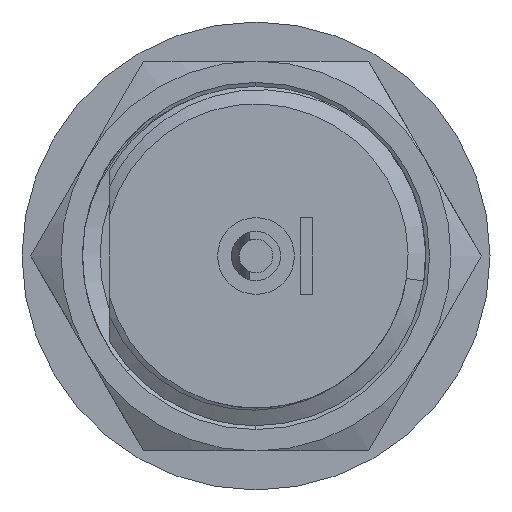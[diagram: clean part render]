
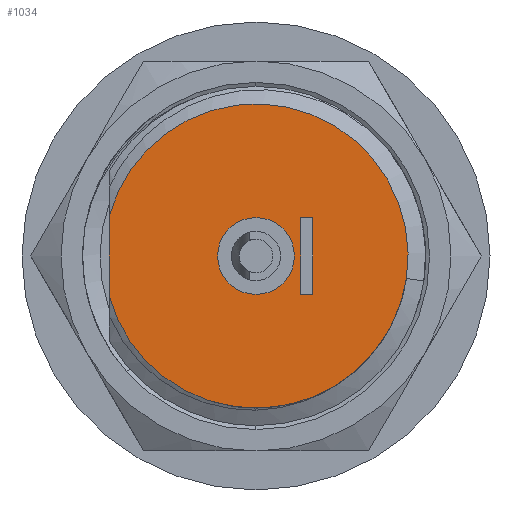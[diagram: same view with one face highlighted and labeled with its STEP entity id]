
A CAD part, left-side view. The second image highlights one B-rep face of the part: STEP entity #1034.
In plain terms, the highlighted planar face has unit normal (-1, 0, 0).
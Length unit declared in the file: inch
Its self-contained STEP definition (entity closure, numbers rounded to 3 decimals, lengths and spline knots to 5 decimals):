
#71 = EDGE_CURVE ( 'NONE', #8255, #11254, #13630, .T. ) ;
#85 = CARTESIAN_POINT ( 'NONE',  ( -0.81776, -0.05709, 0.04921 ) ) ;
#129 = ORIENTED_EDGE ( 'NONE', *, *, #12211, .F. ) ;
#210 = VECTOR ( 'NONE', #5059, 39.37008 ) ;
#294 = ORIENTED_EDGE ( 'NONE', *, *, #2308, .T. ) ;
#709 = CARTESIAN_POINT ( 'NONE',  ( -0.81776, 0., 0. ) ) ;
#771 = ORIENTED_EDGE ( 'NONE', *, *, #11480, .F. ) ;
#956 = CARTESIAN_POINT ( 'NONE',  ( -0.81776, -0.05709, 0.04921 ) ) ;
#958 = DIRECTION ( 'NONE',  ( -1., 0., 0. ) ) ;
#960 = FACE_BOUND ( 'NONE', #16281, .T. ) ;
#991 = DIRECTION ( 'NONE',  ( 0., 0., -1. ) ) ;
#1034 = ADVANCED_FACE ( 'NONE', ( #11245, #18715, #960 ), #15605, .F. ) ;
#1555 = CARTESIAN_POINT ( 'NONE',  ( -0.81776, -0.14525, -0.13089 ) ) ;
#1595 = EDGE_CURVE ( 'NONE', #16155, #6484, #3336, .T. ) ;
#1647 = VERTEX_POINT ( 'NONE', #16627 ) ;
#2308 = EDGE_CURVE ( 'NONE', #2813, #12121, #3468, .T. ) ;
#2476 = CARTESIAN_POINT ( 'NONE',  ( -0.81776, 0., 0. ) ) ;
#2519 = ORIENTED_EDGE ( 'NONE', *, *, #10877, .F. ) ;
#2813 = VERTEX_POINT ( 'NONE', #11702 ) ;
#3099 = CARTESIAN_POINT ( 'NONE',  ( -0.81776, -0.1794, -0.07677 ) ) ;
#3145 = CARTESIAN_POINT ( 'NONE',  ( -0.81776, 0., -0.04921 ) ) ;
#3215 = VERTEX_POINT ( 'NONE', #10783 ) ;
#3282 = CARTESIAN_POINT ( 'NONE',  ( -0.81776, -0.1008, -0.16692 ) ) ;
#3299 = CARTESIAN_POINT ( 'NONE',  ( -0.81776, 0., 0.04921 ) ) ;
#3336 = LINE ( 'NONE', #15159, #7491 ) ;
#3428 = VECTOR ( 'NONE', #991, 39.37008 ) ;
#3468 = CIRCLE ( 'NONE', #13985, 0.195 ) ;
#3515 = EDGE_LOOP ( 'NONE', ( #2519, #4468 ) ) ;
#3613 = VERTEX_POINT ( 'NONE', #13376 ) ;
#3685 = CARTESIAN_POINT ( 'NONE',  ( -0.81776, 0.2075, 0. ) ) ;
#3877 = DIRECTION ( 'NONE',  ( 0., 0., -1. ) ) ;
#4468 = ORIENTED_EDGE ( 'NONE', *, *, #8169, .F. ) ;
#4555 = CARTESIAN_POINT ( 'NONE',  ( -0.81776, -0.17643, -0.08335 ) ) ;
#4639 = AXIS2_PLACEMENT_3D ( 'NONE', #709, #16623, #12543 ) ;
#4753 = CARTESIAN_POINT ( 'NONE',  ( -0.81776, -0.16986, -0.09604 ) ) ;
#4890 = LINE ( 'NONE', #10808, #3428 ) ;
#4987 = AXIS2_PLACEMENT_3D ( 'NONE', #3685, #6605, #3877 ) ;
#5059 = DIRECTION ( 'NONE',  ( 0., -1., 0. ) ) ;
#5238 = CARTESIAN_POINT ( 'NONE',  ( -0.81776, -0.07283, -0.04921 ) ) ;
#5407 = CARTESIAN_POINT ( 'NONE',  ( -0.81776, -0.1008, -0.16692 ) ) ;
#5539 = DIRECTION ( 'NONE',  ( 0., 0., 1. ) ) ;
#5604 = DIRECTION ( 'NONE',  ( 0., 0., 1. ) ) ;
#5999 = DIRECTION ( 'NONE',  ( 0., 0., -1. ) ) ;
#6107 = VECTOR ( 'NONE', #5604, 39.37008 ) ;
#6484 = VERTEX_POINT ( 'NONE', #956 ) ;
#6605 = DIRECTION ( 'NONE',  ( 1., 0., 0. ) ) ;
#7491 = VECTOR ( 'NONE', #7629, 39.37008 ) ;
#7629 = DIRECTION ( 'NONE',  ( 0., 1., 0. ) ) ;
#8078 = ORIENTED_EDGE ( 'NONE', *, *, #8491, .T. ) ;
#8169 = EDGE_CURVE ( 'NONE', #17351, #8809, #8979, .T. ) ;
#8212 = DIRECTION ( 'NONE',  ( 0., 0., 1. ) ) ;
#8255 = VERTEX_POINT ( 'NONE', #9456 ) ;
#8491 = EDGE_CURVE ( 'NONE', #12121, #8255, #14899, .T. ) ;
#8712 = LINE ( 'NONE', #16358, #6107 ) ;
#8774 = EDGE_CURVE ( 'NONE', #3215, #2813, #13913, .T. ) ;
#8809 = VERTEX_POINT ( 'NONE', #3145 ) ;
#8979 = CIRCLE ( 'NONE', #4639, 0.04921 ) ;
#8981 = AXIS2_PLACEMENT_3D ( 'NONE', #14053, #958, #9716 ) ;
#9214 = EDGE_CURVE ( 'NONE', #11254, #3215, #4890, .T. ) ;
#9456 = CARTESIAN_POINT ( 'NONE',  ( -0.81776, -0.19287, -0.02877 ) ) ;
#9716 = DIRECTION ( 'NONE',  ( 0., 0., -1. ) ) ;
#9912 = CIRCLE ( 'NONE', #8981, 0.04921 ) ;
#10305 = DIRECTION ( 'NONE',  ( -1., 0., 0. ) ) ;
#10316 = ORIENTED_EDGE ( 'NONE', *, *, #1595, .F. ) ;
#10397 = ORIENTED_EDGE ( 'NONE', *, *, #8774, .T. ) ;
#10432 = DIRECTION ( 'NONE',  ( 0., 0., 1. ) ) ;
#10627 = CARTESIAN_POINT ( 'NONE',  ( -0.81776, -0.07283, 0.04921 ) ) ;
#10668 = CARTESIAN_POINT ( 'NONE',  ( -0.81776, -0.19074, -0.043 ) ) ;
#10783 = CARTESIAN_POINT ( 'NONE',  ( -0.81776, 0.188, -0.05178 ) ) ;
#10808 = CARTESIAN_POINT ( 'NONE',  ( -0.81776, 0.188, 0.10937 ) ) ;
#10824 = AXIS2_PLACEMENT_3D ( 'NONE', #18090, #13613, #10432 ) ;
#10877 = EDGE_CURVE ( 'NONE', #8809, #17351, #9912, .T. ) ;
#10883 = EDGE_LOOP ( 'NONE', ( #14907, #10397, #294, #8078, #19052 ) ) ;
#11245 = FACE_BOUND ( 'NONE', #3515, .T. ) ;
#11254 = VERTEX_POINT ( 'NONE', #15091 ) ;
#11296 = EDGE_CURVE ( 'NONE', #6484, #3613, #13369, .T. ) ;
#11480 = EDGE_CURVE ( 'NONE', #3613, #1647, #18344, .T. ) ;
#11702 = CARTESIAN_POINT ( 'NONE',  ( -0.81776, 0., -0.195 ) ) ;
#12015 = CARTESIAN_POINT ( 'NONE',  ( -0.81776, -0.12454, -0.15074 ) ) ;
#12121 = VERTEX_POINT ( 'NONE', #5407 ) ;
#12211 = EDGE_CURVE ( 'NONE', #1647, #16155, #8712, .T. ) ;
#12543 = DIRECTION ( 'NONE',  ( 0., 0., -1. ) ) ;
#12660 = DIRECTION ( 'NONE',  ( -1., 0., 0. ) ) ;
#13369 = LINE ( 'NONE', #85, #19108 ) ;
#13376 = CARTESIAN_POINT ( 'NONE',  ( -0.81776, -0.05709, -0.04921 ) ) ;
#13613 = DIRECTION ( 'NONE',  ( -1., 0., 0. ) ) ;
#13630 = CIRCLE ( 'NONE', #15781, 0.195 ) ;
#13657 = CARTESIAN_POINT ( 'NONE',  ( -0.81776, -0.19287, -0.02877 ) ) ;
#13913 = CIRCLE ( 'NONE', #10824, 0.195 ) ;
#13985 = AXIS2_PLACEMENT_3D ( 'NONE', #2476, #12660, #8212 ) ;
#14053 = CARTESIAN_POINT ( 'NONE',  ( -0.81776, 0., 0. ) ) ;
#14899 = B_SPLINE_CURVE_WITH_KNOTS ( 'NONE', 3,
 ( #3282, #15101, #12015, #1555, #16286, #18132, #4753, #4555, #3099, #17936, #10668, #13657 ),
 .UNSPECIFIED., .F., .F.,
 ( 4, 2, 2, 2, 2, 4 ),
 ( 0., 0.0011, 0.00219, 0.00274, 0.00329, 0.00438 ),
 .UNSPECIFIED. ) ;
#14907 = ORIENTED_EDGE ( 'NONE', *, *, #9214, .T. ) ;
#15091 = CARTESIAN_POINT ( 'NONE',  ( -0.81776, 0.188, 0.05178 ) ) ;
#15101 = CARTESIAN_POINT ( 'NONE',  ( -0.81776, -0.11312, -0.15949 ) ) ;
#15159 = CARTESIAN_POINT ( 'NONE',  ( -0.81776, -0.07283, 0.04921 ) ) ;
#15605 = PLANE ( 'NONE',  #4987 ) ;
#15781 = AXIS2_PLACEMENT_3D ( 'NONE', #17470, #10305, #5539 ) ;
#16155 = VERTEX_POINT ( 'NONE', #10627 ) ;
#16281 = EDGE_LOOP ( 'NONE', ( #771, #17049, #10316, #129 ) ) ;
#16286 = CARTESIAN_POINT ( 'NONE',  ( -0.81776, -0.15445, -0.11988 ) ) ;
#16358 = CARTESIAN_POINT ( 'NONE',  ( -0.81776, -0.07283, 0.04921 ) ) ;
#16623 = DIRECTION ( 'NONE',  ( -1., 0., 0. ) ) ;
#16627 = CARTESIAN_POINT ( 'NONE',  ( -0.81776, -0.07283, -0.04921 ) ) ;
#17049 = ORIENTED_EDGE ( 'NONE', *, *, #11296, .F. ) ;
#17351 = VERTEX_POINT ( 'NONE', #3299 ) ;
#17470 = CARTESIAN_POINT ( 'NONE',  ( -0.81776, 0., 0. ) ) ;
#17936 = CARTESIAN_POINT ( 'NONE',  ( -0.81776, -0.1871, -0.05677 ) ) ;
#18090 = CARTESIAN_POINT ( 'NONE',  ( -0.81776, 0., 0. ) ) ;
#18132 = CARTESIAN_POINT ( 'NONE',  ( -0.81776, -0.16625, -0.10217 ) ) ;
#18344 = LINE ( 'NONE', #5238, #210 ) ;
#18715 = FACE_OUTER_BOUND ( 'NONE', #10883, .T. ) ;
#19052 = ORIENTED_EDGE ( 'NONE', *, *, #71, .T. ) ;
#19108 = VECTOR ( 'NONE', #5999, 39.37008 ) ;
